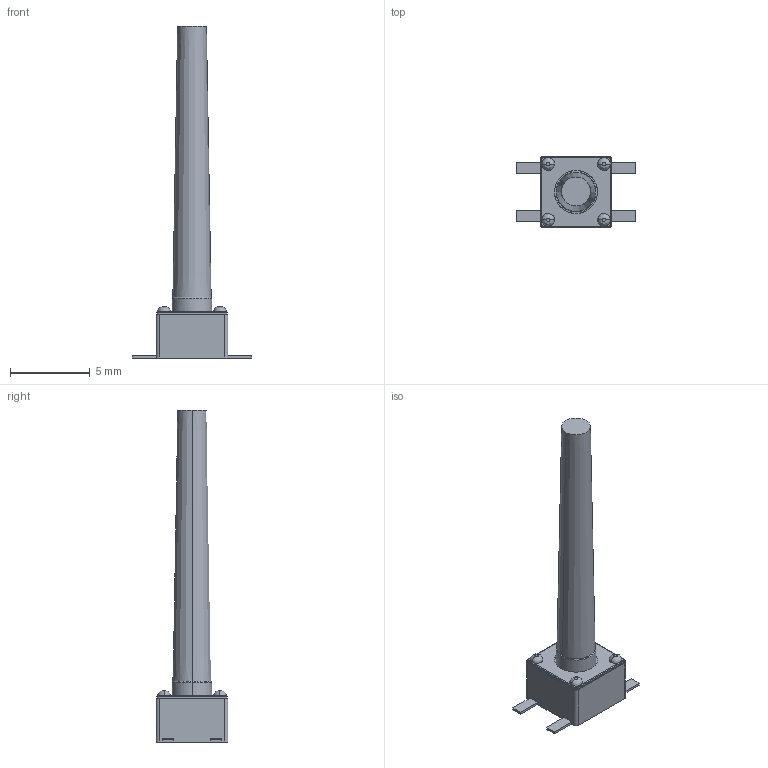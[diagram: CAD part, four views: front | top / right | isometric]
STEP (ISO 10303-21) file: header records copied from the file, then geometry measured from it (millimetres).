
FILE_DESCRIPTION (( 'STEP AP214' ), '1' );
FILE_NAME ('Tact Switch 4.5mm õ 17mm SMD.STEP', '2022-12-26T18:59:11', ( '' ), ( '' ), 'SwSTEP 2.0', 'SolidWorks 2021', '' );
FILE_SCHEMA (( 'AUTOMOTIVE_DESIGN' ));
Length unit declared in the file: millimetre
Products named in the file (1): Tact Switch 4.5mm õ 17mm SMD
Bounding box: 7.5 x 4.5 x 20.8 mm (x, y, z)
Surface area: 255.4 mm2 (no closed solid volume)
Topology: 0 solids, 12 shells, 116 faces, 276 edges, 178 vertices
Faces by surface type: plane 70, bspline 40, cylinder 4, cone 2
Entity records: 4042 total; most frequent: CARTESIAN_POINT 1896, ORIENTED_EDGE 540, EDGE_CURVE 276, DIRECTION 196, B_SPLINE_CURVE_WITH_KNOTS 183, VERTEX_POINT 178, EDGE_LOOP 126, ADVANCED_FACE 116
